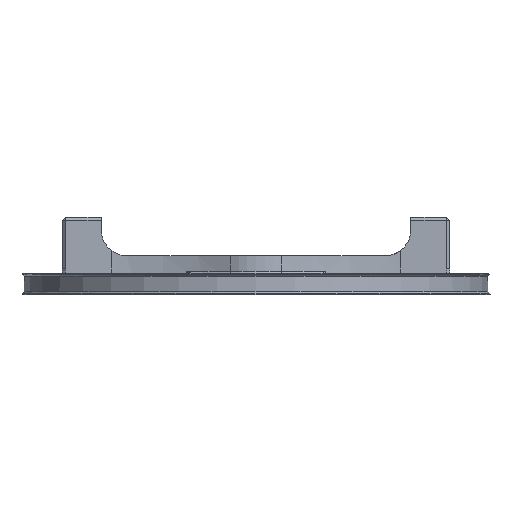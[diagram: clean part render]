
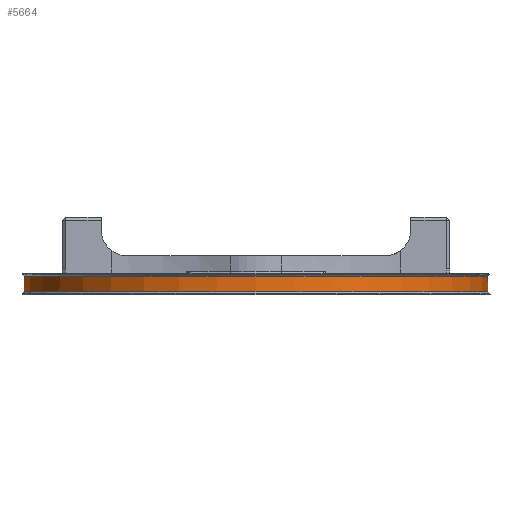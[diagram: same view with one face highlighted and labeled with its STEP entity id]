
A CAD part, top view. The second image highlights one B-rep face of the part: STEP entity #5664.
In plain terms, the highlighted cylindrical face has radius 90 mm (diameter 180 mm), a partial arc.
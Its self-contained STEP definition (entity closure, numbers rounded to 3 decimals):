
#61 = DIRECTION ( 'NONE',  ( 0., -1., 0. ) ) ;
#87 = CARTESIAN_POINT ( 'NONE',  ( 10.138, 7.529, -89.427 ) ) ;
#95 = DIRECTION ( 'NONE',  ( 0., -1., 0. ) ) ;
#127 = LINE ( 'NONE', #5661, #3662 ) ;
#329 = AXIS2_PLACEMENT_3D ( 'NONE', #2648, #2742, #4492 ) ;
#367 = CARTESIAN_POINT ( 'NONE',  ( 10.138, 5., -89.427 ) ) ;
#401 = CARTESIAN_POINT ( 'NONE',  ( -10.138, 7.461, -89.427 ) ) ;
#411 = VERTEX_POINT ( 'NONE', #1909 ) ;
#540 = VERTEX_POINT ( 'NONE', #4387 ) ;
#566 = CARTESIAN_POINT ( 'NONE',  ( 10.56, 7., -89.378 ) ) ;
#644 = ORIENTED_EDGE ( 'NONE', *, *, #3846, .T. ) ;
#651 = EDGE_CURVE ( 'NONE', #2416, #2140, #4571, .T. ) ;
#758 = CARTESIAN_POINT ( 'NONE',  ( -10.275, 7.156, -89.412 ) ) ;
#784 = CIRCLE ( 'NONE', #5432, 90. ) ;
#797 = CARTESIAN_POINT ( 'NONE',  ( 0., 1., 90. ) ) ;
#845 = CARTESIAN_POINT ( 'NONE',  ( -10.493, 7., -89.386 ) ) ;
#876 = CARTESIAN_POINT ( 'NONE',  ( -10.319, 7.104, -89.406 ) ) ;
#960 = CYLINDRICAL_SURFACE ( 'NONE', #1692, 90. ) ;
#1029 = CIRCLE ( 'NONE', #2671, 90. ) ;
#1073 = VERTEX_POINT ( 'NONE', #4128 ) ;
#1123 = VECTOR ( 'NONE', #1359, 1000. ) ;
#1201 = B_SPLINE_CURVE_WITH_KNOTS ( 'NONE', 3,
 ( #5592, #87, #1923, #1442, #5141, #3323, #5171, #2871, #4714, #566 ),
 .UNSPECIFIED., .F., .F.,
 ( 4, 2, 2, 2, 4 ),
 ( 0., 0., 0., 0.001, 0.001 ),
 .UNSPECIFIED. ) ;
#1246 = CARTESIAN_POINT ( 'NONE',  ( 0., 7., 0. ) ) ;
#1359 = DIRECTION ( 'NONE',  ( 0., 1., 0. ) ) ;
#1442 = CARTESIAN_POINT ( 'NONE',  ( 10.18, 7.334, -89.422 ) ) ;
#1692 = AXIS2_PLACEMENT_3D ( 'NONE', #4107, #61, #5958 ) ;
#1796 = CARTESIAN_POINT ( 'NONE',  ( -10.138, 7.596, -89.427 ) ) ;
#1844 = EDGE_CURVE ( 'NONE', #4117, #411, #2942, .T. ) ;
#1909 = CARTESIAN_POINT ( 'NONE',  ( -10.138, 1., -89.427 ) ) ;
#1923 = CARTESIAN_POINT ( 'NONE',  ( 10.146, 7.463, -89.426 ) ) ;
#2011 = ORIENTED_EDGE ( 'NONE', *, *, #651, .T. ) ;
#2140 = VERTEX_POINT ( 'NONE', #3607 ) ;
#2201 = ORIENTED_EDGE ( 'NONE', *, *, #2861, .T. ) ;
#2202 = DIRECTION ( 'NONE',  ( 0., -1., 0. ) ) ;
#2416 = VERTEX_POINT ( 'NONE', #4634 ) ;
#2478 = ORIENTED_EDGE ( 'NONE', *, *, #5808, .F. ) ;
#2488 = ORIENTED_EDGE ( 'NONE', *, *, #4758, .T. ) ;
#2514 = DIRECTION ( 'NONE',  ( 0., -1., 0. ) ) ;
#2648 = CARTESIAN_POINT ( 'NONE',  ( 0., 1., 0. ) ) ;
#2671 = AXIS2_PLACEMENT_3D ( 'NONE', #3866, #95, #2908 ) ;
#2703 = CARTESIAN_POINT ( 'NONE',  ( -10.428, 7.025, -89.394 ) ) ;
#2742 = DIRECTION ( 'NONE',  ( 0., -1., 0. ) ) ;
#2861 = EDGE_CURVE ( 'NONE', #3718, #411, #127, .T. ) ;
#2871 = CARTESIAN_POINT ( 'NONE',  ( 10.428, 7.025, -89.394 ) ) ;
#2908 = DIRECTION ( 'NONE',  ( 0., 0., -1. ) ) ;
#2942 = CIRCLE ( 'NONE', #329, 90. ) ;
#3305 = DIRECTION ( 'NONE',  ( 0., 0., -1. ) ) ;
#3323 = CARTESIAN_POINT ( 'NONE',  ( 10.275, 7.157, -89.412 ) ) ;
#3365 = CARTESIAN_POINT ( 'NONE',  ( 0., 7., 0. ) ) ;
#3607 = CARTESIAN_POINT ( 'NONE',  ( 10.138, 7.596, -89.427 ) ) ;
#3662 = VECTOR ( 'NONE', #2202, 1000. ) ;
#3718 = VERTEX_POINT ( 'NONE', #1796 ) ;
#3846 = EDGE_CURVE ( 'NONE', #2140, #1073, #1201, .T. ) ;
#3866 = CARTESIAN_POINT ( 'NONE',  ( 0., 1., 0. ) ) ;
#3916 = VERTEX_POINT ( 'NONE', #5258 ) ;
#4086 = CARTESIAN_POINT ( 'NONE',  ( -10.138, 7.596, -89.427 ) ) ;
#4107 = CARTESIAN_POINT ( 'NONE',  ( 0., 5., 0. ) ) ;
#4113 = DIRECTION ( 'NONE',  ( 0., -1., 0. ) ) ;
#4117 = VERTEX_POINT ( 'NONE', #797 ) ;
#4128 = CARTESIAN_POINT ( 'NONE',  ( 10.56, 7., -89.378 ) ) ;
#4189 = ORIENTED_EDGE ( 'NONE', *, *, #4459, .T. ) ;
#4261 = EDGE_LOOP ( 'NONE', ( #2011, #644, #5302, #2488, #4189, #2201, #5649, #2478 ) ) ;
#4387 = CARTESIAN_POINT ( 'NONE',  ( -10.56, 7., -89.378 ) ) ;
#4459 = EDGE_CURVE ( 'NONE', #540, #3718, #4485, .T. ) ;
#4485 = B_SPLINE_CURVE_WITH_KNOTS ( 'NONE', 3,
 ( #5966, #845, #2703, #876, #758, #4545, #401, #4086 ),
 .UNSPECIFIED., .F., .F.,
 ( 4, 2, 2, 4 ),
 ( 0., 0., 0., 0.001 ),
 .UNSPECIFIED. ) ;
#4492 = DIRECTION ( 'NONE',  ( 0., 0., -1. ) ) ;
#4545 = CARTESIAN_POINT ( 'NONE',  ( -10.171, 7.328, -89.423 ) ) ;
#4571 = LINE ( 'NONE', #367, #1123 ) ;
#4634 = CARTESIAN_POINT ( 'NONE',  ( 10.138, 1., -89.427 ) ) ;
#4714 = CARTESIAN_POINT ( 'NONE',  ( 10.493, 7., -89.386 ) ) ;
#4758 = EDGE_CURVE ( 'NONE', #3916, #540, #4857, .T. ) ;
#4857 = CIRCLE ( 'NONE', #4955, 90. ) ;
#4955 = AXIS2_PLACEMENT_3D ( 'NONE', #3365, #2514, #5300 ) ;
#5141 = CARTESIAN_POINT ( 'NONE',  ( 10.206, 7.271, -89.419 ) ) ;
#5149 = FACE_OUTER_BOUND ( 'NONE', #4261, .T. ) ;
#5171 = CARTESIAN_POINT ( 'NONE',  ( 10.319, 7.104, -89.407 ) ) ;
#5245 = EDGE_CURVE ( 'NONE', #1073, #3916, #784, .T. ) ;
#5258 = CARTESIAN_POINT ( 'NONE',  ( 0., 7., 90. ) ) ;
#5300 = DIRECTION ( 'NONE',  ( 0., 0., -1. ) ) ;
#5302 = ORIENTED_EDGE ( 'NONE', *, *, #5245, .T. ) ;
#5432 = AXIS2_PLACEMENT_3D ( 'NONE', #1246, #4113, #3305 ) ;
#5592 = CARTESIAN_POINT ( 'NONE',  ( 10.138, 7.596, -89.427 ) ) ;
#5649 = ORIENTED_EDGE ( 'NONE', *, *, #1844, .F. ) ;
#5661 = CARTESIAN_POINT ( 'NONE',  ( -10.138, 5., -89.427 ) ) ;
#5664 = ADVANCED_FACE ( 'NONE', ( #5149 ), #960, .T. ) ;
#5808 = EDGE_CURVE ( 'NONE', #2416, #4117, #1029, .T. ) ;
#5958 = DIRECTION ( 'NONE',  ( 0., 0., -1. ) ) ;
#5966 = CARTESIAN_POINT ( 'NONE',  ( -10.56, 7., -89.378 ) ) ;
